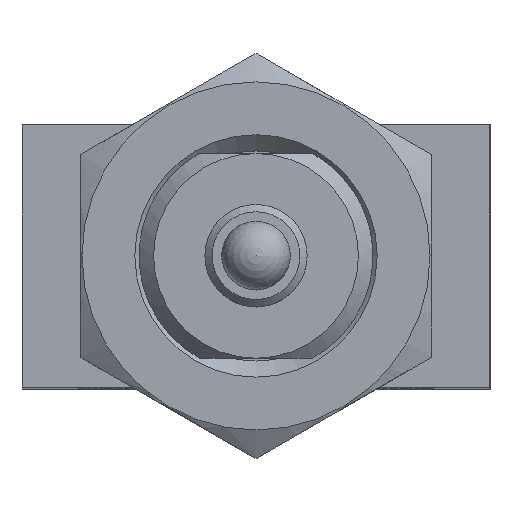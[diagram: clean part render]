
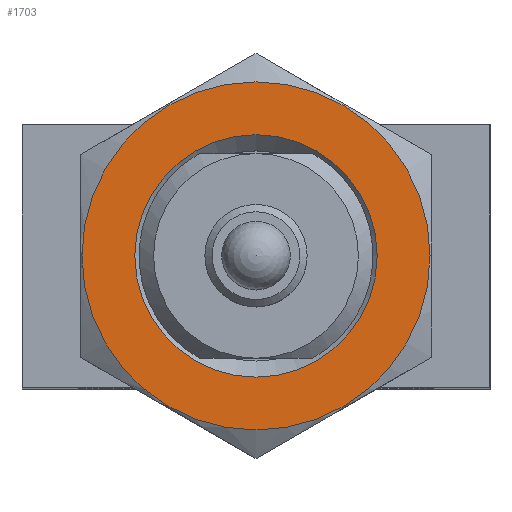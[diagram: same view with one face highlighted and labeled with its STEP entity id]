
A CAD part, top view. The second image highlights one B-rep face of the part: STEP entity #1703.
In plain terms, the highlighted face is planar.
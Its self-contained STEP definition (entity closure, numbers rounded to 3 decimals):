
#1429=CARTESIAN_POINT('',(0.0,-11.9,0.0));
#1430=VERTEX_POINT('',#1429);
#1431=CARTESIAN_POINT('',(0.0,0.0,0.0));
#1432=DIRECTION('',(0.0,0.0,-1.0));
#1433=DIRECTION('',(0.0,-1.0,0.0));
#1434=AXIS2_PLACEMENT_3D('',#1431,#1432,#1433);
#1435=CIRCLE('',#1434,11.9);
#1436=EDGE_CURVE('',#1430,#1430,#1435,.T.);
#1639=CARTESIAN_POINT('',(-8.288,0.,0.0));
#1640=VERTEX_POINT('',#1639);
#1641=CARTESIAN_POINT('',(0.0,0.0,0.0));
#1642=DIRECTION('',(0.0,0.0,-1.0));
#1643=DIRECTION('',(1.0,0.0,0.0));
#1644=AXIS2_PLACEMENT_3D('',#1641,#1642,#1643);
#1645=CIRCLE('',#1644,8.288);
#1646=EDGE_CURVE('',#1640,#1640,#1645,.T.);
#1692=CARTESIAN_POINT('',(0.,0.,0.0));
#1693=DIRECTION('',(0.0,0.0,1.0));
#1694=DIRECTION('',(1.0,0.0,0.0));
#1695=AXIS2_PLACEMENT_3D('',#1692,#1693,#1694);
#1696=PLANE('',#1695);
#1697=ORIENTED_EDGE('',*,*,#1436,.T.);
#1698=EDGE_LOOP('',(#1697));
#1699=FACE_OUTER_BOUND('',#1698,.T.);
#1700=ORIENTED_EDGE('',*,*,#1646,.F.);
#1701=EDGE_LOOP('',(#1700));
#1702=FACE_BOUND('',#1701,.T.);
#1703=ADVANCED_FACE('',(#1699,#1702),#1696,.F.);
